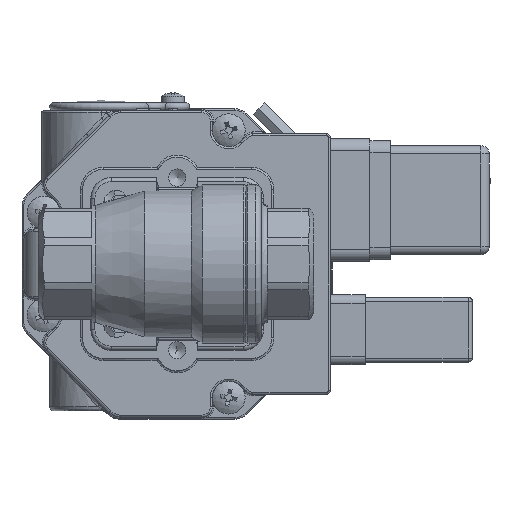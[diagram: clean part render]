
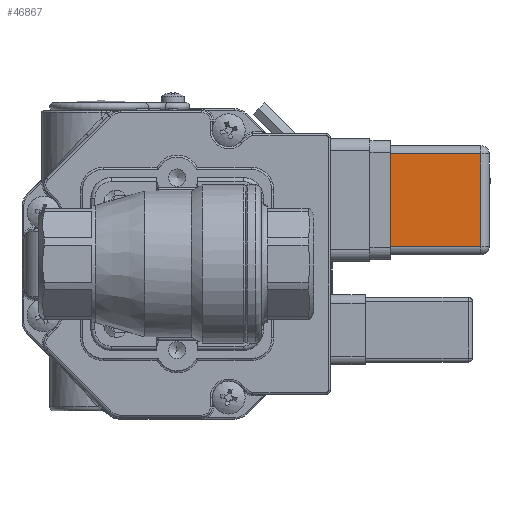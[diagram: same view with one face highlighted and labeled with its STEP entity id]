
A CAD part, front view. The second image highlights one B-rep face of the part: STEP entity #46867.
In plain terms, the highlighted face is planar.
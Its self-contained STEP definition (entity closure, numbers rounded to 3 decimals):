
#1232=PLANE('',#51520);
#3504=LINE('',#82646,#5871);
#3507=LINE('',#82653,#5874);
#3513=LINE('',#82669,#5880);
#3518=LINE('',#82683,#5885);
#5871=VECTOR('',#62696,1000.);
#5874=VECTOR('',#62703,1000.);
#5880=VECTOR('',#62723,1000.);
#5885=VECTOR('',#62740,1000.);
#19731=ORIENTED_EDGE('',*,*,#25737,.T.);
#19732=ORIENTED_EDGE('',*,*,#25733,.T.);
#19733=ORIENTED_EDGE('',*,*,#25753,.T.);
#19734=ORIENTED_EDGE('',*,*,#25746,.T.);
#25733=EDGE_CURVE('',#29370,#29374,#3504,.T.);
#25737=EDGE_CURVE('',#29376,#29370,#3507,.T.);
#25746=EDGE_CURVE('',#29381,#29376,#3513,.T.);
#25753=EDGE_CURVE('',#29374,#29381,#3518,.T.);
#29370=VERTEX_POINT('',#82633);
#29374=VERTEX_POINT('',#82644);
#29376=VERTEX_POINT('',#82650);
#29381=VERTEX_POINT('',#82670);
#32680=EDGE_LOOP('',(#19731,#19732,#19733,#19734));
#35519=FACE_BOUND('',#32680,.T.);
#46867=ADVANCED_FACE('',(#35519),#1232,.F.);
#51520=AXIS2_PLACEMENT_3D('',#82682,#62738,#62739);
#62696=DIRECTION('',(0.,0.,-1.));
#62703=DIRECTION('',(1.,0.,0.));
#62723=DIRECTION('',(0.,0.,1.));
#62738=DIRECTION('',(0.,-1.,0.));
#62739=DIRECTION('',(0.,0.,-1.));
#62740=DIRECTION('',(-1.,0.,0.));
#82633=CARTESIAN_POINT('',(11.25,13.25,36.6));
#82644=CARTESIAN_POINT('',(11.25,13.25,14.6));
#82646=CARTESIAN_POINT('',(11.25,13.25,38.6));
#82650=CARTESIAN_POINT('',(-11.25,13.25,36.6));
#82653=CARTESIAN_POINT('',(-13.25,13.25,36.6));
#82669=CARTESIAN_POINT('',(-11.25,13.25,38.6));
#82670=CARTESIAN_POINT('',(-11.25,13.25,14.6));
#82682=CARTESIAN_POINT('',(-13.25,13.25,38.6));
#82683=CARTESIAN_POINT('',(-13.25,13.25,14.6));
